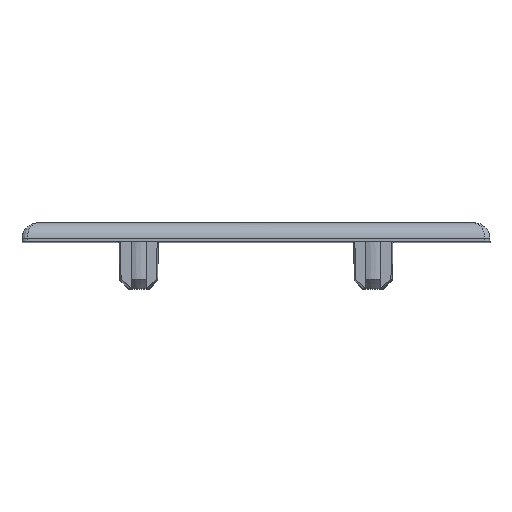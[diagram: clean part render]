
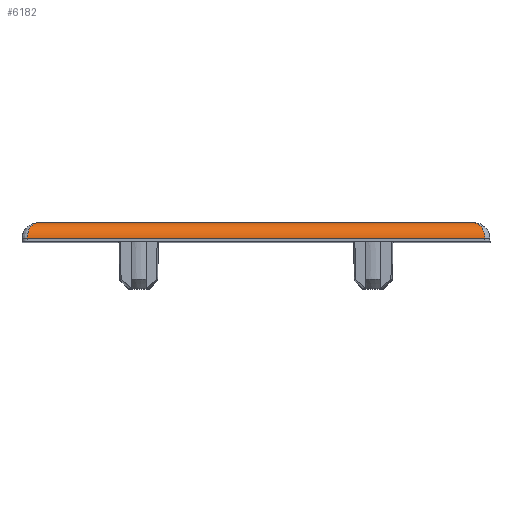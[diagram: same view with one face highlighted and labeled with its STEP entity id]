
A CAD part, top view. The second image highlights one B-rep face of the part: STEP entity #6182.
In plain terms, the highlighted cylindrical face has radius 3 mm (diameter 6 mm), a partial arc.
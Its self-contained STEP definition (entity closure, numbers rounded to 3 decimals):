
#3179=CARTESIAN_POINT('',(43.9,0.5,89.9));
#3180=CARTESIAN_POINT('',(43.9,0.731,89.9));
#3181=CARTESIAN_POINT('',(43.864,1.202,89.846));
#3182=CARTESIAN_POINT('',(43.697,1.886,89.595));
#3183=CARTESIAN_POINT('',(43.409,2.52,89.163));
#3184=CARTESIAN_POINT('',(43.,3.053,88.549));
#3185=CARTESIAN_POINT('',(42.476,3.416,87.764));
#3186=CARTESIAN_POINT('',(42.096,3.5,87.193));
#3187=CARTESIAN_POINT('',(41.9,3.5,86.9));
#3205=DIRECTION('',(1.,0.,0.));
#3206=VECTOR('',#3205,87.8);
#3207=CARTESIAN_POINT('',(-43.9,0.5,
89.9));
#3208=LINE('',#3207,#3206);
#3250=CARTESIAN_POINT('',(-41.9,3.5,86.9));
#3251=CARTESIAN_POINT('',(-42.096,3.5,87.192));
#3252=CARTESIAN_POINT('',(-42.476,3.416,87.764));
#3253=CARTESIAN_POINT('',(-42.999,3.053,88.549));
#3254=CARTESIAN_POINT('',(-43.409,2.521,89.163));
#3255=CARTESIAN_POINT('',(-43.696,1.886,89.595));
#3256=CARTESIAN_POINT('',(-43.864,1.203,89.846));
#3257=CARTESIAN_POINT('',(-43.9,0.732,
89.9));
#3258=CARTESIAN_POINT('',(-43.9,0.5,
89.9));
#3328=DIRECTION('',(1.,0.,0.));
#3329=VECTOR('',#3328,83.8);
#3330=CARTESIAN_POINT('',(-41.9,3.5,86.9));
#3331=LINE('',#3330,#3329);
#3882=CARTESIAN_POINT('',(41.9,3.5,86.9));
#3884=VERTEX_POINT('',#3882);
#3896=CARTESIAN_POINT('',(-41.9,3.5,86.9));
#3897=VERTEX_POINT('',#3896);
#3898=CARTESIAN_POINT('',(-43.9,0.5,
89.9));
#3899=CARTESIAN_POINT('',(43.9,0.5,89.9));
#3900=VERTEX_POINT('',#3898);
#3901=VERTEX_POINT('',#3899);
#6168=CARTESIAN_POINT('',(-45.32,0.5,86.9));
#6169=DIRECTION('',(1.,0.,0.));
#6170=DIRECTION('',(0.,1.,0.));
#6171=AXIS2_PLACEMENT_3D('',#6168,#6169,#6170);
#6172=CYLINDRICAL_SURFACE('',#6171,3.);
#6174=ORIENTED_EDGE('',*,*,#6173,.F.);
#6176=ORIENTED_EDGE('',*,*,#6175,.F.);
#6178=ORIENTED_EDGE('',*,*,#6177,.T.);
#6179=ORIENTED_EDGE('',*,*,#6162,.F.);
#6180=EDGE_LOOP('',(#6174,#6176,#6178,#6179));
#6181=FACE_OUTER_BOUND('',#6180,.F.);
#3188=B_SPLINE_CURVE_WITH_KNOTS('',3,(#3179,#3180,#3181,#3182,#3183,#3184,#3185,
#3186,#3187),.UNSPECIFIED.,.F.,.F.,(4,1,1,1,1,1,4),(0.,0.167,
0.333,0.5,0.667,0.833,1.),
.UNSPECIFIED.);
#3259=B_SPLINE_CURVE_WITH_KNOTS('',3,(#3250,#3251,#3252,#3253,#3254,#3255,#3256,
#3257,#3258),.UNSPECIFIED.,.F.,.F.,(4,1,1,1,1,1,4),(0.,0.167,
0.333,0.5,0.667,0.833,1.),
.UNSPECIFIED.);
#6162=EDGE_CURVE('',#3901,#3884,#3188,.T.);
#6173=EDGE_CURVE('',#3900,#3901,#3208,.T.);
#6175=EDGE_CURVE('',#3897,#3900,#3259,.T.);
#6177=EDGE_CURVE('',#3897,#3884,#3331,.T.);
#6182=ADVANCED_FACE('',(#6181),#6172,.T.);
